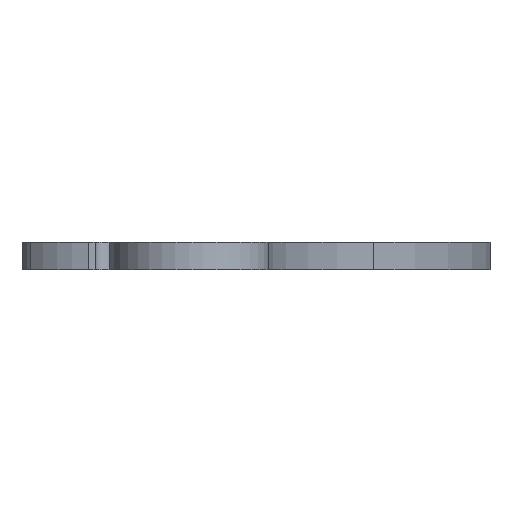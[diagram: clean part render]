
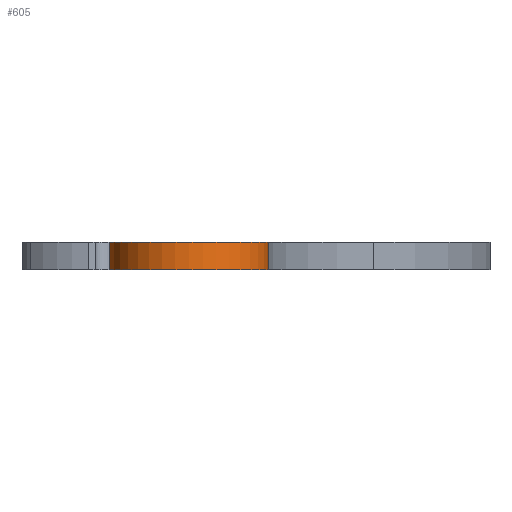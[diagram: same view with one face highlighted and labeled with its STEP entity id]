
A CAD part, front view. The second image highlights one B-rep face of the part: STEP entity #605.
In plain terms, the highlighted cylindrical face has radius 11.5 mm (diameter 23 mm), a partial arc.
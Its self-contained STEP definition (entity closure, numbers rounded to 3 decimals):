
#160 = EDGE_CURVE ( 'NONE', #910, #526, #489, .T. ) ;
#206 = ORIENTED_EDGE ( 'NONE', *, *, #885, .T. ) ;
#211 = AXIS2_PLACEMENT_3D ( 'NONE', #1254, #1229, #1222 ) ;
#215 = FACE_OUTER_BOUND ( 'NONE', #904, .T. ) ;
#322 = CIRCLE ( 'NONE', #360, 11.5 ) ;
#360 = AXIS2_PLACEMENT_3D ( 'NONE', #1056, #1041, #1032 ) ;
#388 = CARTESIAN_POINT ( 'NONE',  ( -11.5, 0., 0. ) ) ;
#443 = CARTESIAN_POINT ( 'NONE',  ( 11.5, 0., 4. ) ) ;
#489 = LINE ( 'NONE', #443, #570 ) ;
#499 = CIRCLE ( 'NONE', #211, 11.5 ) ;
#508 = ORIENTED_EDGE ( 'NONE', *, *, #160, .F. ) ;
#526 = VERTEX_POINT ( 'NONE', #1208 ) ;
#570 = VECTOR ( 'NONE', #672, 1000. ) ;
#605 = ADVANCED_FACE ( 'NONE', ( #215 ), #1368, .T. ) ;
#614 = VERTEX_POINT ( 'NONE', #1064 ) ;
#672 = DIRECTION ( 'NONE',  ( 0., 0., -1. ) ) ;
#738 = CARTESIAN_POINT ( 'NONE',  ( 0., 0., 4. ) ) ;
#748 = AXIS2_PLACEMENT_3D ( 'NONE', #738, #818, #1434 ) ;
#818 = DIRECTION ( 'NONE',  ( 0., 0., -1. ) ) ;
#885 = EDGE_CURVE ( 'NONE', #1487, #526, #499, .T. ) ;
#904 = EDGE_LOOP ( 'NONE', ( #206, #508, #1128, #1430 ) ) ;
#910 = VERTEX_POINT ( 'NONE', #1180 ) ;
#912 = CARTESIAN_POINT ( 'NONE',  ( -11.5, 0., 4. ) ) ;
#1022 = DIRECTION ( 'NONE',  ( 0., 0., -1. ) ) ;
#1032 = DIRECTION ( 'NONE',  ( 1., 0., 0. ) ) ;
#1041 = DIRECTION ( 'NONE',  ( 0., 0., 1. ) ) ;
#1056 = CARTESIAN_POINT ( 'NONE',  ( 0., 0., 4. ) ) ;
#1064 = CARTESIAN_POINT ( 'NONE',  ( -11.5, 0., 4. ) ) ;
#1128 = ORIENTED_EDGE ( 'NONE', *, *, #1173, .F. ) ;
#1169 = LINE ( 'NONE', #912, #1207 ) ;
#1173 = EDGE_CURVE ( 'NONE', #614, #910, #322, .T. ) ;
#1180 = CARTESIAN_POINT ( 'NONE',  ( 11.5, 0., 4. ) ) ;
#1198 = EDGE_CURVE ( 'NONE', #614, #1487, #1169, .T. ) ;
#1207 = VECTOR ( 'NONE', #1022, 1000. ) ;
#1208 = CARTESIAN_POINT ( 'NONE',  ( 11.5, 0., 0. ) ) ;
#1222 = DIRECTION ( 'NONE',  ( 1., 0., 0. ) ) ;
#1229 = DIRECTION ( 'NONE',  ( 0., 0., 1. ) ) ;
#1254 = CARTESIAN_POINT ( 'NONE',  ( 0., 0., 0. ) ) ;
#1368 = CYLINDRICAL_SURFACE ( 'NONE', #748, 11.5 ) ;
#1430 = ORIENTED_EDGE ( 'NONE', *, *, #1198, .T. ) ;
#1434 = DIRECTION ( 'NONE',  ( -1., 0., 0. ) ) ;
#1487 = VERTEX_POINT ( 'NONE', #388 ) ;
